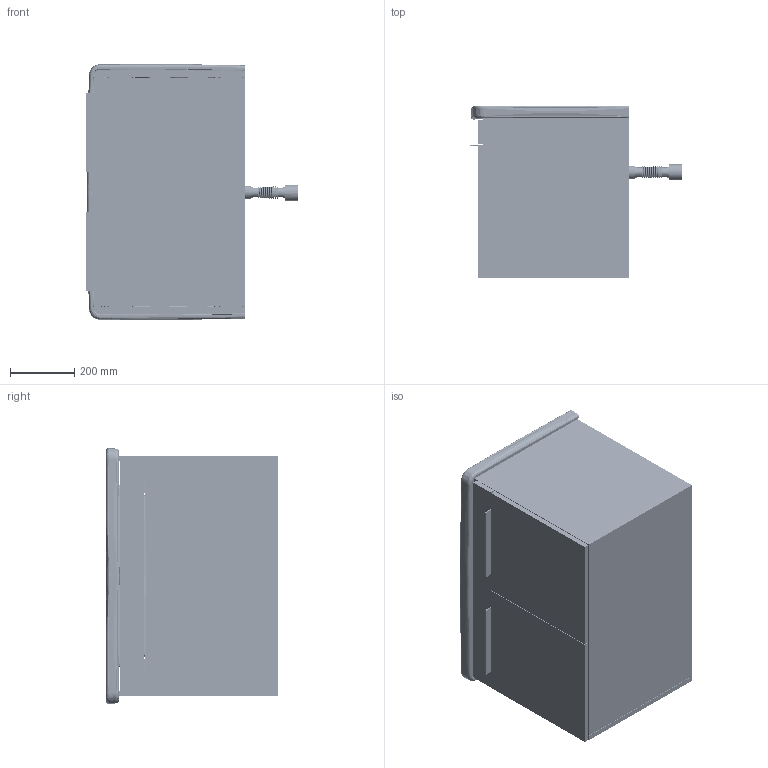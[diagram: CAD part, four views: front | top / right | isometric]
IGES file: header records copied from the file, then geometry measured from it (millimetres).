
Start section: SolidWorks IGES file using analytic representation for surfaces
Global section: file name: 62542+62543+62544 Quadrum 80 cm kapaklilv dl.IGS; native system: SolidWorks 2018; preprocessor: SolidWorks 2018; author: nergis.ozcan; date: 190228.094759; units: millimetre
Bounding box: 663.76 x 537.05 x 797.43 mm (x, y, z)
Surface area: 4901862.2 mm2 (no closed solid volume)
Topology: 0 solids, 0 shells, 13159 faces, 135261 edges, 134978 vertices
Faces by surface type: bspline 8666, revolution 4493
